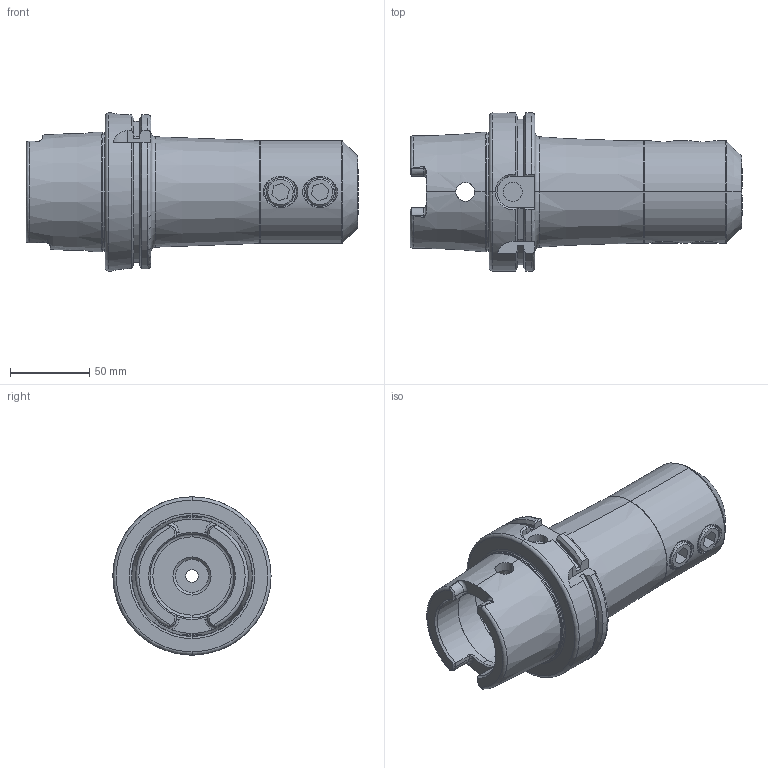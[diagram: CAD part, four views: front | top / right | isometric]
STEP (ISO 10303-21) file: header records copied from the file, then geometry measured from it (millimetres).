
FILE_DESCRIPTION (( 'STEP AP203' ), '1' );
FILE_NAME ('91100A-WE825160.STEP', '2023-10-27T13:04:43', ( '' ), ( '' ), 'SwSTEP 2.0', 'SolidWorks 2018', '' );
FILE_SCHEMA (( 'CONFIG_CONTROL_DESIGN' ));
Length unit declared in the file: millimetre
Products named in the file (4): HSKA100EM25160WW; GS-M18X20X2-DIN1835-B; 91100A-WE825160
Assembly tree (4 placements, depth 3):
  91100A-WE825160
    HSKA100EM25160WW
      HSKA100EM25160WW
      GS-M18X20X2-DIN1835-B  x2
Bounding box: 210 x 100 x 100 mm (x, y, z)
Volume: 660049.2 mm3; surface area: 86691.9 mm2
Topology: 3 solids, 3 shells, 236 faces, 581 edges, 358 vertices
Faces by surface type: plane 74, cylinder 64, cone 49, torus 35, bspline 10, sphere 4
Entity records: 8734 total; most frequent: CARTESIAN_POINT 3165, ORIENTED_EDGE 1092, DIRECTION 1070, EDGE_CURVE 546, AXIS2_PLACEMENT_3D 438, VERTEX_POINT 337, EDGE_LOOP 239, ADVANCED_FACE 221
